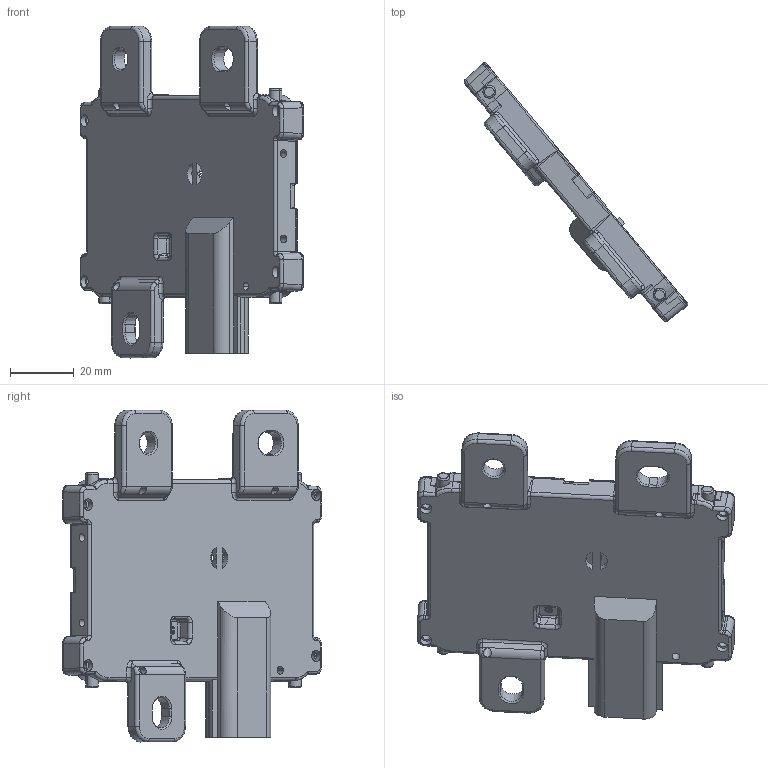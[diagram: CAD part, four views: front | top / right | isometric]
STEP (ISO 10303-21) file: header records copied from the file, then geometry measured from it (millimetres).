
FILE_DESCRIPTION(/* description */ (''),/* implementation_level */ '2;1');
FILE_NAME(/* name */ '95G007-77G-BSD-Slave-181010.stp',/* time_stamp */ '2018-10-10T08:18:28+08:00',/* author */ (''),/* organization */ (''),/* preprocessor_version */ 'ST-DEVELOPER v14',/* originating_system */ 'SIEMENS PLM Software NX 8.0',/* authorisation */ '');
FILE_SCHEMA (('AP203_CONFIGURATION_CONTROLLED_3D_DESIGN_OF_MECHANICAL_PARTS_AND_ASSEMBLIES_MIM_LF { 1 0 10303 403 2 1 2}'));
Length unit declared in the file: millimetre
Products named in the file (1): PC1C4C4FACcw9q
Bounding box: 70.07 x 81.14 x 104.03 mm (x, y, z)
Volume: 38580.3 mm3; surface area: 25348.8 mm2
Topology: 1 solids, 1 shells, 700 faces, 1725 edges, 1036 vertices
Faces by surface type: plane 237, cylinder 235, bspline 106, cone 75, torus 40, sphere 4, extrusion 3
Full cylindrical faces by diameter (mm): 2.5 x6, 2.6 x2, 3.6 x4
Entity records: 25032 total; most frequent: CARTESIAN_POINT 8425, ORIENTED_EDGE 3394, DIRECTION 3258, EDGE_CURVE 1697, AXIS2_PLACEMENT_3D 1208, VERTEX_POINT 1037, VECTOR 842, LINE 839
